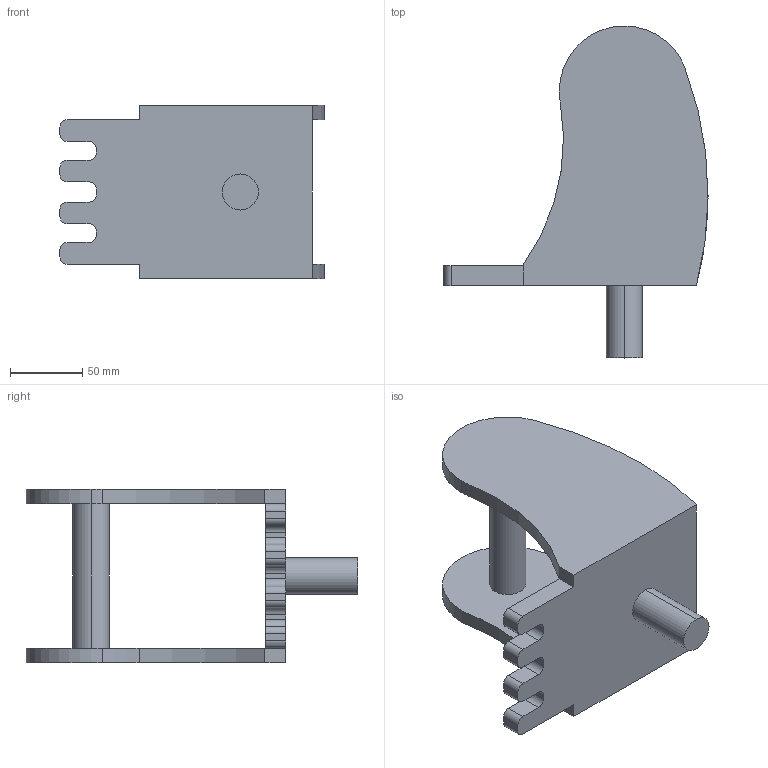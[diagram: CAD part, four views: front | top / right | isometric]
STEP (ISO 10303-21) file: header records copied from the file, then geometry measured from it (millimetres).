
FILE_DESCRIPTION (( 'STEP AP203' ), '1' );
FILE_NAME ('link 1_Default_sldprt.STEP', '2020-09-21T15:23:58', ( '' ), ( '' ), 'SwSTEP 2.0', 'SolidWorks 2018', '' );
FILE_SCHEMA (( 'CONFIG_CONTROL_DESIGN' ));
Length unit declared in the file: millimetre
Products named in the file (1): link 1_Default_sldprt
Bounding box: 183.06 x 230 x 120 mm (x, y, z)
Volume: 654785.7 mm3; surface area: 127316.7 mm2
Topology: 1 solids, 1 shells, 52 faces, 143 edges, 94 vertices
Faces by surface type: cylinder 27, plane 25
Entity records: 1750 total; most frequent: DIRECTION 303, CARTESIAN_POINT 290, ORIENTED_EDGE 286, EDGE_CURVE 143, AXIS2_PLACEMENT_3D 107, VERTEX_POINT 94, VECTOR 89, LINE 89
